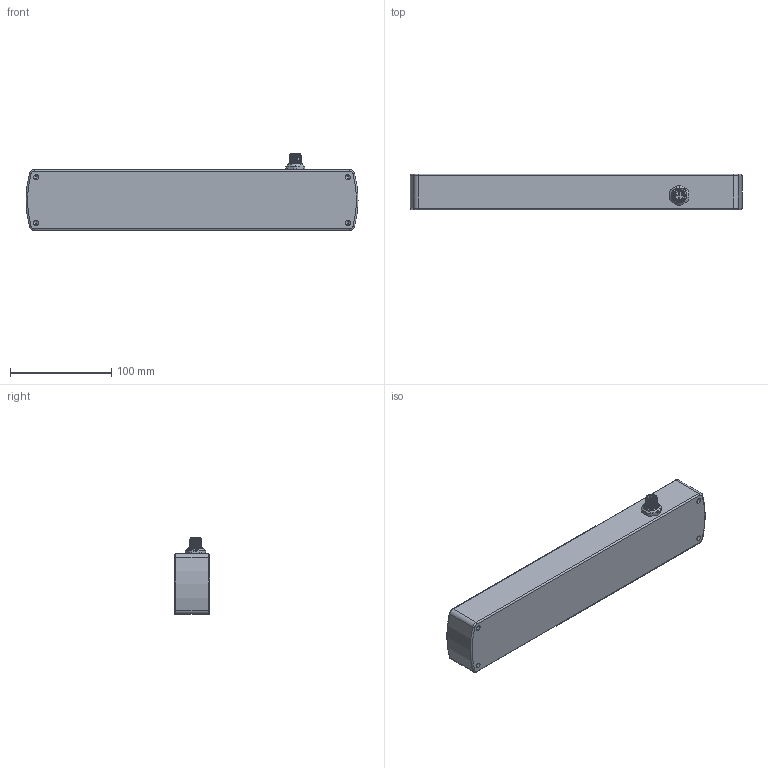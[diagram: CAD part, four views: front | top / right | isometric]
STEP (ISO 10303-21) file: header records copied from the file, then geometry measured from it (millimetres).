
FILE_DESCRIPTION((''),'2;1');
FILE_NAME('142920_SW','2008-09-23T',('banengservice'),('BANNER ENGINEERING'),'PRO/ENGINEER BY PARAMETRIC TECHNOLOGY CORPORATION, 2006170','PRO/ENGINEER BY PARAMETRIC TECHNOLOGY CORPORATION, 2006170','');
FILE_SCHEMA(('CONFIG_CONTROL_DESIGN'));
Length unit declared in the file: inch
Products named in the file (1): 142920_SW
Bounding box: 328 x 34.93 x 76 mm (x, y, z)
Volume: 650396 mm3; surface area: 70683.4 mm2
Topology: 1 solids, 1 shells, 399 faces, 1060 edges, 676 vertices
Faces by surface type: plane 205, cylinder 98, cone 52, bspline 32, torus 12
Entity records: 21142 total; most frequent: CARTESIAN_POINT 11351, ORIENTED_EDGE 2104, DIRECTION 1922, EDGE_CURVE 1052, VERTEX_POINT 676, AXIS2_PLACEMENT_3D 661, VECTOR 600, LINE 600
